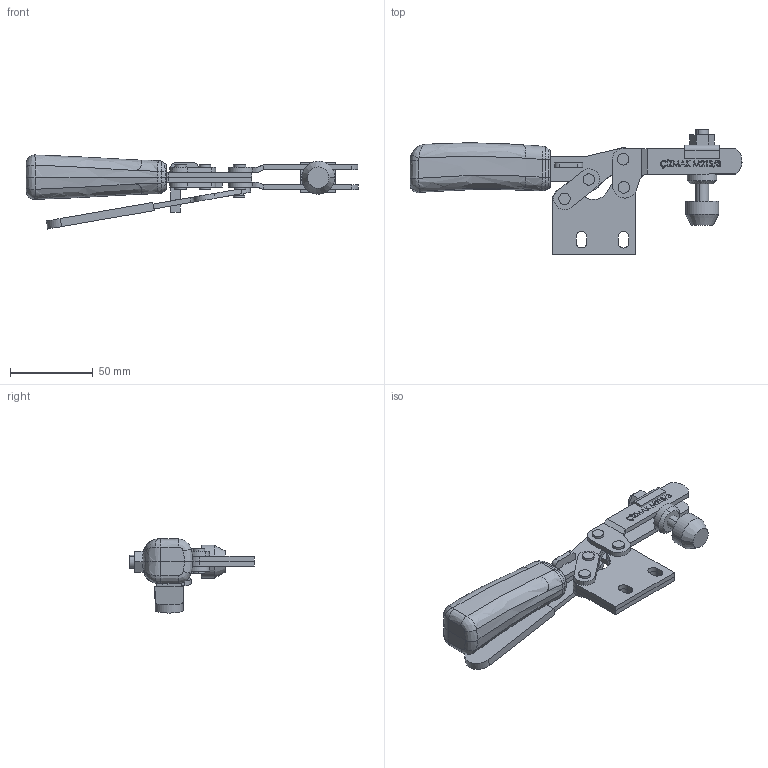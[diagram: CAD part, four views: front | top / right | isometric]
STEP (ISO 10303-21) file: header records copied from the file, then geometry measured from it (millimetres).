
FILE_DESCRIPTION (( 'STEP AP214' ), '1' );
FILE_NAME ('M21S-3.STEP', '2018-11-17T11:44:49', ( '' ), ( '' ), 'SwSTEP 2.0', 'SolidWorks 2015', '' );
FILE_SCHEMA (( 'AUTOMOTIVE_DESIGN' ));
Length unit declared in the file: millimetre
Products named in the file (18): Part1; 833-3-4 tirnak; kol; baski lastigi; ozel somun; somun; civata; u papuc; montaj percini11; baski tirnagi; kol2; kol2_2; lama2; lama1; ayak; M21S-3; 3; montaj percini
Assembly tree (20 placements, depth 2):
  M21S-3
    ayak  x2
    lama1
    lama2
    kol2_2
    kol2
    baski tirnagi
    montaj percini11  x3
    u papuc
    civata
    somun
    ozel somun
    baski lastigi
    kol
    833-3-4 tirnak
    Part1
    montaj percini
    3
Bounding box: 201.13 x 75.38 x 44.86 mm (x, y, z)
Volume: 99433.3 mm3; surface area: 49824.8 mm2
Topology: 20 solids, 20 shells, 514 faces, 1305 edges, 854 vertices
Faces by surface type: plane 270, cylinder 127, bspline 115, cone 2
Entity records: 23770 total; most frequent: CARTESIAN_POINT 8598, ORIENTED_EDGE 2414, DIRECTION 1958, EDGE_CURVE 1207, VERTEX_POINT 790, VECTOR 744, LINE 744, AXIS2_PLACEMENT_3D 607
